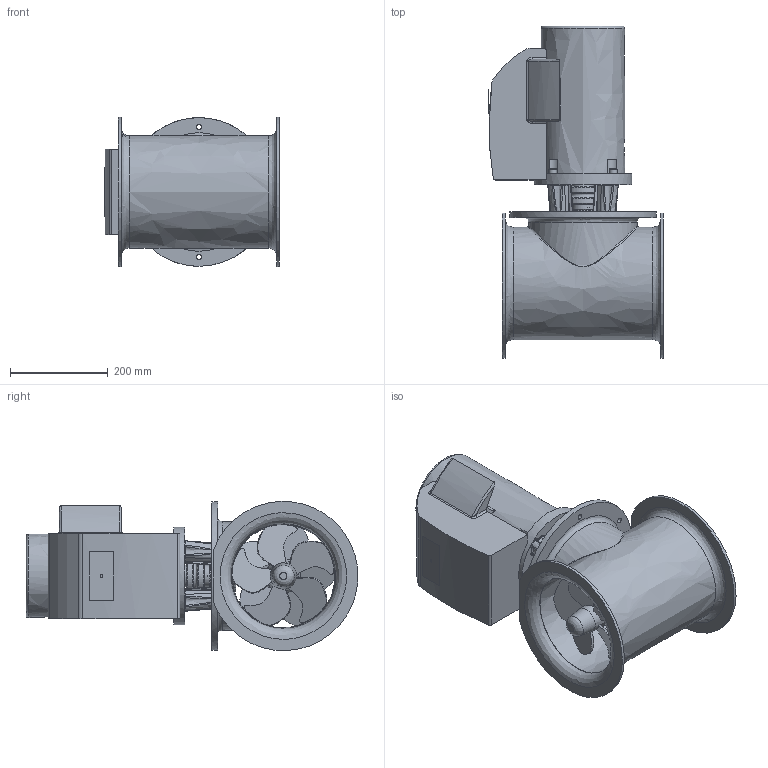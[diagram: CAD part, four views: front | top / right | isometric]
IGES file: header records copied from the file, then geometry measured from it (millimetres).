
Global section: file name: SE150-215T 24V STERN; native system: Autodesk Inventor 2016; preprocessor: unknown; author: Elvira H.  ; date: 20170220.134103; units: millimetre
Bounding box: 358.61 x 680.41 x 305.72 mm (x, y, z)
Volume: 17487555.3 mm3; surface area: 1394310.1 mm2
Topology: 2 solids, 2 shells, 686 faces, 1804 edges, 1152 vertices
Faces by surface type: bspline 686
